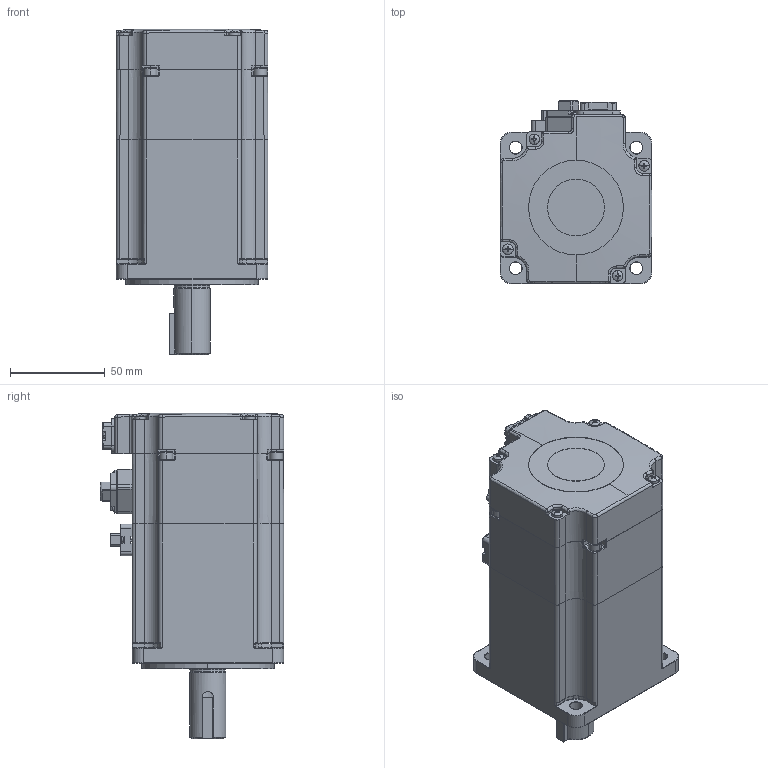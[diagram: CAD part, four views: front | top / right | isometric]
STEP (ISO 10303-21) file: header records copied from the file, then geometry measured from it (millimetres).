
FILE_DESCRIPTION (( 'STEP AP203' ), '1' );
FILE_NAME ('80大惯量一体铸造750W本体带编码器带刹车(磁编)（外形图）.STEP', '2023-05-08T03:23:00', ( '11' ), ( '' ), 'SwSTEP 2.0', 'SolidWorks 2015', '' );
FILE_SCHEMA (( 'CONFIG_CONTROL_DESIGN' ));
Products named in the file (1): 80大惯量一体铸造750W本体带编码器带刹车(磁编)（外形图）
Bounding box: 80 x 96.7 x 172 mm (x, y, z)
Surface area: 65606.3 mm2 (no closed solid volume)
Topology: 0 solids, 45 shells, 990 faces, 3489 edges, 2439 vertices
Faces by surface type: plane 445, cylinder 303, torus 103, bspline 81, cone 42, sphere 16
Entity records: 41238 total; most frequent: CARTESIAN_POINT 13208, DIRECTION 5563, ORIENTED_EDGE 5413, EDGE_CURVE 3446, VERTEX_POINT 2423, AXIS2_PLACEMENT_3D 1909, LINE 1745, VECTOR 1745
